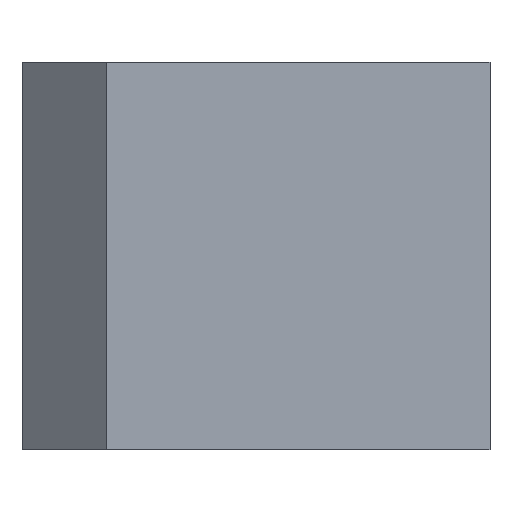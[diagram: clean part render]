
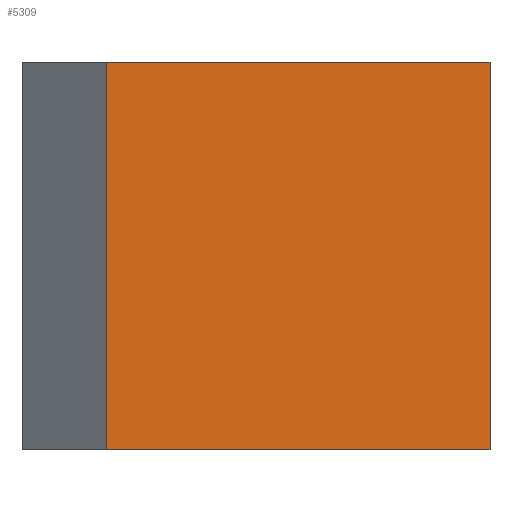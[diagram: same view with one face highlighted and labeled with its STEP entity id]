
A CAD part, front view. The second image highlights one B-rep face of the part: STEP entity #5309.
In plain terms, the highlighted planar face has unit normal (0, -1, 0).
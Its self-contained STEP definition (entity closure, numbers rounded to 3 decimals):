
#2480 = PLANE('',#2481);
#2481 = AXIS2_PLACEMENT_3D('',#2482,#2483,#2484);
#2482 = CARTESIAN_POINT('',(7.85,4.1,13.));
#2483 = DIRECTION('',(0.,0.,-1.));
#2484 = DIRECTION('',(-1.,0.,0.));
#3347 = VERTEX_POINT('',#3348);
#3348 = CARTESIAN_POINT('',(7.85,-4.1,13.));
#3362 = PLANE('',#3363);
#3363 = AXIS2_PLACEMENT_3D('',#3364,#3365,#3366);
#3364 = CARTESIAN_POINT('',(7.85,-4.1,0.));
#3365 = DIRECTION('',(-1.,0.,0.));
#3366 = DIRECTION('',(0.,1.,0.));
#3374 = EDGE_CURVE('',#3375,#3347,#3377,.T.);
#3375 = VERTEX_POINT('',#3376);
#3376 = CARTESIAN_POINT('',(-5.011,-4.1,13.));
#3377 = SURFACE_CURVE('',#3378,(#3382,#3389),.PCURVE_S1.);
#3378 = LINE('',#3379,#3380);
#3379 = CARTESIAN_POINT('',(-5.011,-4.1,13.));
#3380 = VECTOR('',#3381,1.);
#3381 = DIRECTION('',(1.,0.,0.));
#3382 = PCURVE('',#2480,#3383);
#3383 = DEFINITIONAL_REPRESENTATION('',(#3384),#3388);
#3384 = LINE('',#3385,#3386);
#3385 = CARTESIAN_POINT('',(12.861,-8.2));
#3386 = VECTOR('',#3387,1.);
#3387 = DIRECTION('',(-1.,0.));
#3388 = ( GEOMETRIC_REPRESENTATION_CONTEXT(2) 
PARAMETRIC_REPRESENTATION_CONTEXT() REPRESENTATION_CONTEXT('2D SPACE',''
  ) );
#3389 = PCURVE('',#3390,#3395);
#3390 = PLANE('',#3391);
#3391 = AXIS2_PLACEMENT_3D('',#3392,#3393,#3394);
#3392 = CARTESIAN_POINT('',(-5.011,-4.1,0.));
#3393 = DIRECTION('',(0.,1.,0.));
#3394 = DIRECTION('',(1.,0.,0.));
#3395 = DEFINITIONAL_REPRESENTATION('',(#3396),#3400);
#3396 = LINE('',#3397,#3398);
#3397 = CARTESIAN_POINT('',(0.,-13.));
#3398 = VECTOR('',#3399,1.);
#3399 = DIRECTION('',(1.,0.));
#3400 = ( GEOMETRIC_REPRESENTATION_CONTEXT(2) 
PARAMETRIC_REPRESENTATION_CONTEXT() REPRESENTATION_CONTEXT('2D SPACE',''
  ) );
#3418 = PLANE('',#3419);
#3419 = AXIS2_PLACEMENT_3D('',#3420,#3421,#3422);
#3420 = CARTESIAN_POINT('',(-7.85,-1.5,0.));
#3421 = DIRECTION('',(0.675,0.738,0.));
#3422 = DIRECTION('',(0.738,-0.675,0.));
#5200 = PLANE('',#5201);
#5201 = AXIS2_PLACEMENT_3D('',#5202,#5203,#5204);
#5202 = CARTESIAN_POINT('',(7.85,4.1,0.));
#5203 = DIRECTION('',(0.,0.,-1.));
#5204 = DIRECTION('',(-1.,0.,0.));
#5215 = EDGE_CURVE('',#5216,#3347,#5218,.T.);
#5216 = VERTEX_POINT('',#5217);
#5217 = CARTESIAN_POINT('',(7.85,-4.1,0.));
#5218 = SURFACE_CURVE('',#5219,(#5223,#5230),.PCURVE_S1.);
#5219 = LINE('',#5220,#5221);
#5220 = CARTESIAN_POINT('',(7.85,-4.1,0.));
#5221 = VECTOR('',#5222,1.);
#5222 = DIRECTION('',(0.,0.,1.));
#5223 = PCURVE('',#3362,#5224);
#5224 = DEFINITIONAL_REPRESENTATION('',(#5225),#5229);
#5225 = LINE('',#5226,#5227);
#5226 = CARTESIAN_POINT('',(0.,0.));
#5227 = VECTOR('',#5228,1.);
#5228 = DIRECTION('',(0.,-1.));
#5229 = ( GEOMETRIC_REPRESENTATION_CONTEXT(2) 
PARAMETRIC_REPRESENTATION_CONTEXT() REPRESENTATION_CONTEXT('2D SPACE',''
  ) );
#5230 = PCURVE('',#3390,#5231);
#5231 = DEFINITIONAL_REPRESENTATION('',(#5232),#5236);
#5232 = LINE('',#5233,#5234);
#5233 = CARTESIAN_POINT('',(12.861,0.));
#5234 = VECTOR('',#5235,1.);
#5235 = DIRECTION('',(0.,-1.));
#5236 = ( GEOMETRIC_REPRESENTATION_CONTEXT(2) 
PARAMETRIC_REPRESENTATION_CONTEXT() REPRESENTATION_CONTEXT('2D SPACE',''
  ) );
#5309 = ADVANCED_FACE('',(#5310),#3390,.F.);
#5310 = FACE_BOUND('',#5311,.F.);
#5311 = EDGE_LOOP('',(#5312,#5335,#5336,#5337));
#5312 = ORIENTED_EDGE('',*,*,#5313,.T.);
#5313 = EDGE_CURVE('',#5314,#3375,#5316,.T.);
#5314 = VERTEX_POINT('',#5315);
#5315 = CARTESIAN_POINT('',(-5.011,-4.1,0.));
#5316 = SURFACE_CURVE('',#5317,(#5321,#5328),.PCURVE_S1.);
#5317 = LINE('',#5318,#5319);
#5318 = CARTESIAN_POINT('',(-5.011,-4.1,0.));
#5319 = VECTOR('',#5320,1.);
#5320 = DIRECTION('',(0.,0.,1.));
#5321 = PCURVE('',#3390,#5322);
#5322 = DEFINITIONAL_REPRESENTATION('',(#5323),#5327);
#5323 = LINE('',#5324,#5325);
#5324 = CARTESIAN_POINT('',(0.,0.));
#5325 = VECTOR('',#5326,1.);
#5326 = DIRECTION('',(0.,-1.));
#5327 = ( GEOMETRIC_REPRESENTATION_CONTEXT(2) 
PARAMETRIC_REPRESENTATION_CONTEXT() REPRESENTATION_CONTEXT('2D SPACE',''
  ) );
#5328 = PCURVE('',#3418,#5329);
#5329 = DEFINITIONAL_REPRESENTATION('',(#5330),#5334);
#5330 = LINE('',#5331,#5332);
#5331 = CARTESIAN_POINT('',(3.85,0.));
#5332 = VECTOR('',#5333,1.);
#5333 = DIRECTION('',(0.,-1.));
#5334 = ( GEOMETRIC_REPRESENTATION_CONTEXT(2) 
PARAMETRIC_REPRESENTATION_CONTEXT() REPRESENTATION_CONTEXT('2D SPACE',''
  ) );
#5335 = ORIENTED_EDGE('',*,*,#3374,.T.);
#5336 = ORIENTED_EDGE('',*,*,#5215,.F.);
#5337 = ORIENTED_EDGE('',*,*,#5338,.F.);
#5338 = EDGE_CURVE('',#5314,#5216,#5339,.T.);
#5339 = SURFACE_CURVE('',#5340,(#5344,#5351),.PCURVE_S1.);
#5340 = LINE('',#5341,#5342);
#5341 = CARTESIAN_POINT('',(-5.011,-4.1,0.));
#5342 = VECTOR('',#5343,1.);
#5343 = DIRECTION('',(1.,0.,0.));
#5344 = PCURVE('',#3390,#5345);
#5345 = DEFINITIONAL_REPRESENTATION('',(#5346),#5350);
#5346 = LINE('',#5347,#5348);
#5347 = CARTESIAN_POINT('',(0.,0.));
#5348 = VECTOR('',#5349,1.);
#5349 = DIRECTION('',(1.,0.));
#5350 = ( GEOMETRIC_REPRESENTATION_CONTEXT(2) 
PARAMETRIC_REPRESENTATION_CONTEXT() REPRESENTATION_CONTEXT('2D SPACE',''
  ) );
#5351 = PCURVE('',#5200,#5352);
#5352 = DEFINITIONAL_REPRESENTATION('',(#5353),#5357);
#5353 = LINE('',#5354,#5355);
#5354 = CARTESIAN_POINT('',(12.861,-8.2));
#5355 = VECTOR('',#5356,1.);
#5356 = DIRECTION('',(-1.,0.));
#5357 = ( GEOMETRIC_REPRESENTATION_CONTEXT(2) 
PARAMETRIC_REPRESENTATION_CONTEXT() REPRESENTATION_CONTEXT('2D SPACE',''
  ) );
